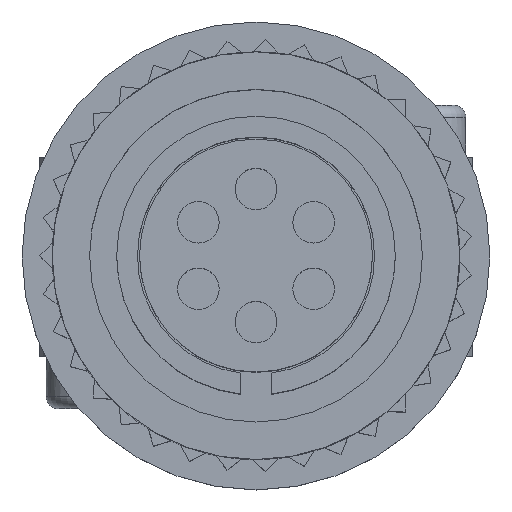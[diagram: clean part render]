
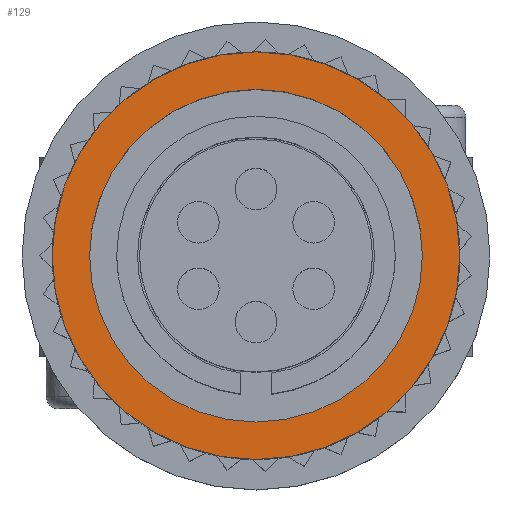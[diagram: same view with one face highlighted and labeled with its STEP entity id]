
A CAD part, top view. The second image highlights one B-rep face of the part: STEP entity #129.
In plain terms, the highlighted planar face has unit normal (0, 0, 1).
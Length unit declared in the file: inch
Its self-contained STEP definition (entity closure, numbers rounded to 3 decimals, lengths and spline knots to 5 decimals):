
#14 = CIRCLE ( 'NONE', #2644, 0.4 ) ;
#129 = ADVANCED_FACE ( 'NONE', ( #6857, #4161 ), #2712, .T. ) ;
#306 = EDGE_CURVE ( 'NONE', #1645, #1152, #5761, .T. ) ;
#327 = DIRECTION ( 'NONE',  ( 0., 0., 1. ) ) ;
#348 = AXIS2_PLACEMENT_3D ( 'NONE', #4607, #1093, #5171 ) ;
#861 = AXIS2_PLACEMENT_3D ( 'NONE', #993, #5069, #1583 ) ;
#993 = CARTESIAN_POINT ( 'NONE',  ( 0., 0., 0.475 ) ) ;
#1093 = DIRECTION ( 'NONE',  ( 0., 0., 1. ) ) ;
#1152 = VERTEX_POINT ( 'NONE', #4628 ) ;
#1462 = VERTEX_POINT ( 'NONE', #2636 ) ;
#1480 = CARTESIAN_POINT ( 'NONE',  ( -0.4, 0., 0.475 ) ) ;
#1583 = DIRECTION ( 'NONE',  ( 1., 0., 0. ) ) ;
#1645 = VERTEX_POINT ( 'NONE', #3378 ) ;
#1896 = EDGE_LOOP ( 'NONE', ( #3474, #2091 ) ) ;
#1904 = CIRCLE ( 'NONE', #348, 0.4 ) ;
#2091 = ORIENTED_EDGE ( 'NONE', *, *, #5541, .F. ) ;
#2368 = DIRECTION ( 'NONE',  ( 0., 0., 1. ) ) ;
#2636 = CARTESIAN_POINT ( 'NONE',  ( 0.4, 0., 0.475 ) ) ;
#2644 = AXIS2_PLACEMENT_3D ( 'NONE', #5824, #2368, #6404 ) ;
#2712 = PLANE ( 'NONE',  #5633 ) ;
#3364 = DIRECTION ( 'NONE',  ( 0., 0., 1. ) ) ;
#3378 = CARTESIAN_POINT ( 'NONE',  ( -0.49, 0., 0.475 ) ) ;
#3474 = ORIENTED_EDGE ( 'NONE', *, *, #4031, .F. ) ;
#3558 = AXIS2_PLACEMENT_3D ( 'NONE', #3950, #3364, #7430 ) ;
#3849 = DIRECTION ( 'NONE',  ( 1., 0., 0. ) ) ;
#3950 = CARTESIAN_POINT ( 'NONE',  ( 0., 0., 0.475 ) ) ;
#4031 = EDGE_CURVE ( 'NONE', #4317, #1462, #14, .T. ) ;
#4079 = ORIENTED_EDGE ( 'NONE', *, *, #306, .T. ) ;
#4161 = FACE_BOUND ( 'NONE', #1896, .T. ) ;
#4317 = VERTEX_POINT ( 'NONE', #1480 ) ;
#4433 = EDGE_LOOP ( 'NONE', ( #4079, #6842 ) ) ;
#4607 = CARTESIAN_POINT ( 'NONE',  ( 0., 0., 0.475 ) ) ;
#4628 = CARTESIAN_POINT ( 'NONE',  ( 0.49, 0., 0.475 ) ) ;
#5069 = DIRECTION ( 'NONE',  ( 0., 0., 1. ) ) ;
#5171 = DIRECTION ( 'NONE',  ( 1., 0., 0. ) ) ;
#5541 = EDGE_CURVE ( 'NONE', #1462, #4317, #1904, .T. ) ;
#5582 = CARTESIAN_POINT ( 'NONE',  ( 0., 0., 0.475 ) ) ;
#5633 = AXIS2_PLACEMENT_3D ( 'NONE', #5582, #327, #3849 ) ;
#5761 = CIRCLE ( 'NONE', #3558, 0.49 ) ;
#5824 = CARTESIAN_POINT ( 'NONE',  ( 0., 0., 0.475 ) ) ;
#6018 = CIRCLE ( 'NONE', #861, 0.49 ) ;
#6404 = DIRECTION ( 'NONE',  ( 1., 0., 0. ) ) ;
#6842 = ORIENTED_EDGE ( 'NONE', *, *, #6928, .T. ) ;
#6857 = FACE_OUTER_BOUND ( 'NONE', #4433, .T. ) ;
#6928 = EDGE_CURVE ( 'NONE', #1152, #1645, #6018, .T. ) ;
#7430 = DIRECTION ( 'NONE',  ( 1., 0., 0. ) ) ;
